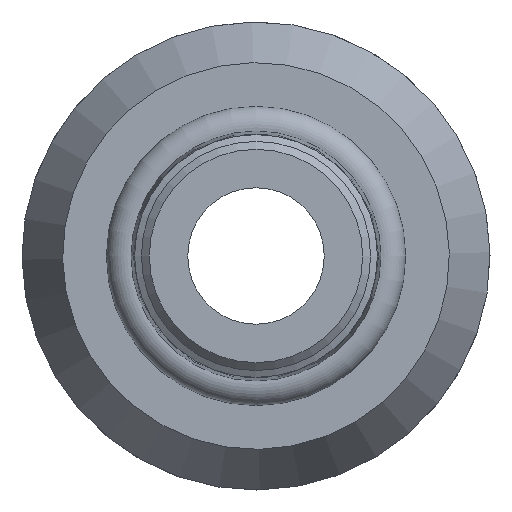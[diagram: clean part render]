
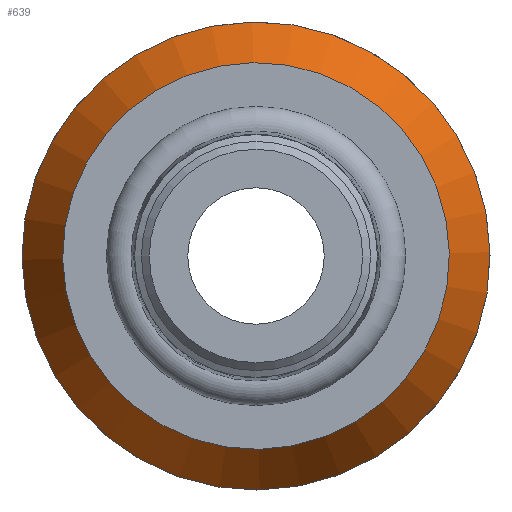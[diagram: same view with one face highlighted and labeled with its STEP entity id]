
A CAD part, left-side view. The second image highlights one B-rep face of the part: STEP entity #639.
In plain terms, the highlighted conical face has half-angle 30 degrees and reference radius 13.684 mm.
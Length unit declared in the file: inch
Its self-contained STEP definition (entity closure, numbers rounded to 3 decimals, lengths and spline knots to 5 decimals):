
#117=CONICAL_SURFACE('',#704,0.53875,30.);
#144=FACE_BOUND('',#234,.T.);
#173=FACE_OUTER_BOUND('',#233,.T.);
#233=EDGE_LOOP('',(#486));
#234=EDGE_LOOP('',(#487));
#298=CIRCLE('',#703,0.4875);
#299=CIRCLE('',#705,0.59);
#343=VERTEX_POINT('',#1009);
#344=VERTEX_POINT('',#1012);
#400=EDGE_CURVE('',#343,#343,#298,.T.);
#401=EDGE_CURVE('',#344,#344,#299,.T.);
#486=ORIENTED_EDGE('',*,*,#401,.F.);
#487=ORIENTED_EDGE('',*,*,#400,.T.);
#639=ADVANCED_FACE('',(#173,#144),#117,.T.);
#703=AXIS2_PLACEMENT_3D('',#1010,#825,#826);
#704=AXIS2_PLACEMENT_3D('',#1011,#827,#828);
#705=AXIS2_PLACEMENT_3D('',#1013,#829,#830);
#825=DIRECTION('center_axis',(1.,0.,0.));
#826=DIRECTION('ref_axis',(0.,0.987,0.158));
#827=DIRECTION('center_axis',(1.,0.,0.));
#828=DIRECTION('ref_axis',(0.,0.987,0.158));
#829=DIRECTION('center_axis',(1.,0.,0.));
#830=DIRECTION('ref_axis',(0.,0.987,0.158));
#1009=CARTESIAN_POINT('',(0.44,0.48136,0.07713));
#1010=CARTESIAN_POINT('Origin',(0.44,0.,0.));
#1011=CARTESIAN_POINT('Origin',(0.52877,0.,
0.));
#1012=CARTESIAN_POINT('',(0.61754,0.58257,0.09335));
#1013=CARTESIAN_POINT('Origin',(0.61754,0.,0.));
